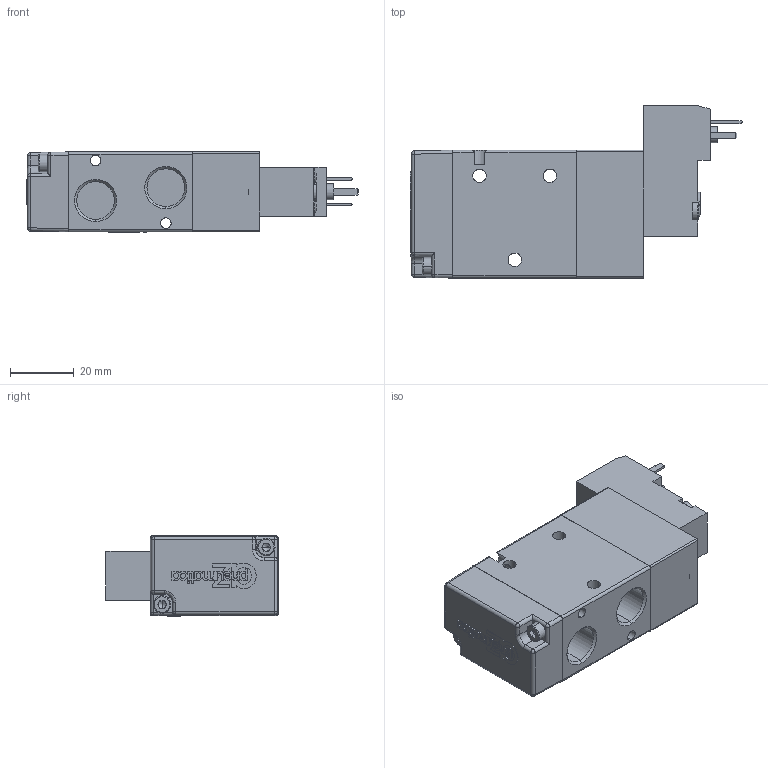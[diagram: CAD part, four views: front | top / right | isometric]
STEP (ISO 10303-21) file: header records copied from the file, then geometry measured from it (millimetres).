
FILE_DESCRIPTION (( 'STEP AP214' ), '1' );
FILE_NAME ('01_179_4.STEP', '2016-01-27T14:11:57', ( '' ), ( '' ), 'SwSTEP 2.0', 'SolidWorks 2016', '' );
FILE_SCHEMA (( 'AUTOMOTIVE_DESIGN' ));
Length unit declared in the file: millimetre
Products named in the file (1): 01_179_4
Bounding box: 104 x 53.9 x 25.1 mm (x, y, z)
Volume: 76994.8 mm3; surface area: 25700.2 mm2
Topology: 9 solids, 9 shells, 1747 faces, 4500 edges, 2791 vertices
Faces by surface type: plane 663, cone 591, cylinder 383, bspline 107, torus 3
Entity records: 59184 total; most frequent: CARTESIAN_POINT 15709, DIRECTION 8979, ORIENTED_EDGE 8964, EDGE_CURVE 4482, AXIS2_PLACEMENT_3D 3183, VERTEX_POINT 2791, LINE 2613, VECTOR 2613
